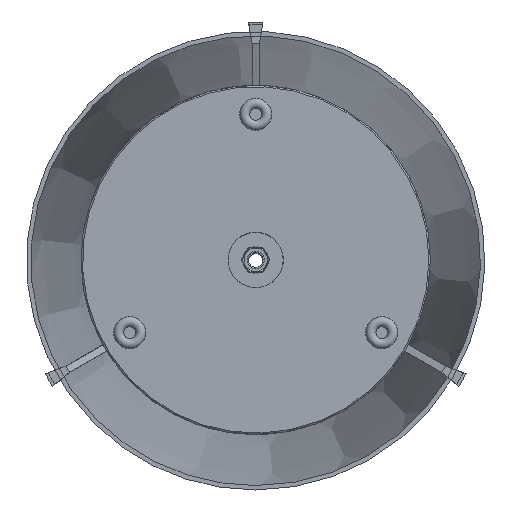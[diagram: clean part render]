
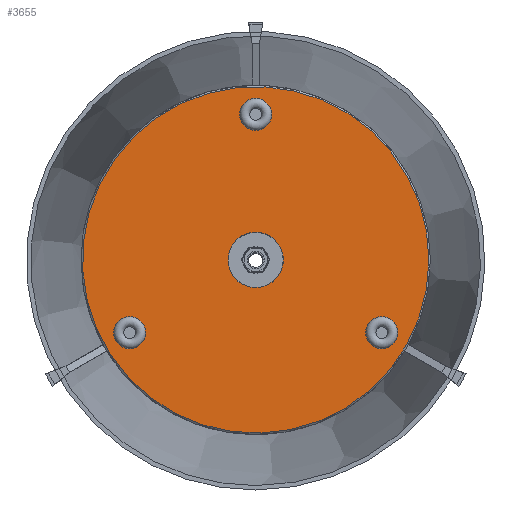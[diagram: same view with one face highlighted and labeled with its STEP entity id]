
A CAD part, top view. The second image highlights one B-rep face of the part: STEP entity #3655.
In plain terms, the highlighted planar face has unit normal (0, 0, 1).
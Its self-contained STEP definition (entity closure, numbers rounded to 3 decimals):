
#155=FACE_BOUND('',#1225,.T.);
#178=PLANE('',#4089);
#1015=FACE_OUTER_BOUND('',#1224,.T.);
#1224=EDGE_LOOP('',(#2581,#2582));
#1225=EDGE_LOOP('',(#2583,#2584));
#1449=CIRCLE('',#4068,19.);
#1450=CIRCLE('',#4069,19.);
#1463=CIRCLE('',#4087,119.);
#1464=CIRCLE('',#4088,119.);
#1624=VERTEX_POINT('',#5774);
#1625=VERTEX_POINT('',#5776);
#1638=VERTEX_POINT('',#5810);
#1639=VERTEX_POINT('',#5811);
#1995=EDGE_CURVE('',#1625,#1624,#1449,.T.);
#1996=EDGE_CURVE('',#1624,#1625,#1450,.T.);
#2011=EDGE_CURVE('',#1638,#1639,#1463,.T.);
#2013=EDGE_CURVE('',#1639,#1638,#1464,.T.);
#2581=ORIENTED_EDGE('',*,*,#2011,.F.);
#2582=ORIENTED_EDGE('',*,*,#2013,.F.);
#2583=ORIENTED_EDGE('',*,*,#1995,.T.);
#2584=ORIENTED_EDGE('',*,*,#1996,.T.);
#3655=ADVANCED_FACE('',(#1015,#155),#178,.T.);
#4068=AXIS2_PLACEMENT_3D('',#5777,#4539,#4540);
#4069=AXIS2_PLACEMENT_3D('',#5778,#4541,#4542);
#4087=AXIS2_PLACEMENT_3D('',#5812,#4579,#4580);
#4088=AXIS2_PLACEMENT_3D('',#5814,#4582,#4583);
#4089=AXIS2_PLACEMENT_3D('',#5815,#4584,#4585);
#4539=DIRECTION('center_axis',(0.,0.,
-1.));
#4540=DIRECTION('ref_axis',(0.814,0.581,0.));
#4541=DIRECTION('center_axis',(0.,0.,
-1.));
#4542=DIRECTION('ref_axis',(0.814,0.581,0.));
#4579=DIRECTION('center_axis',(0.,0.,-1.));
#4580=DIRECTION('ref_axis',(0.814,0.581,0.));
#4582=DIRECTION('center_axis',(0.,0.,-1.));
#4583=DIRECTION('ref_axis',(0.814,0.581,0.));
#4584=DIRECTION('center_axis',(0.,0.,1.));
#4585=DIRECTION('ref_axis',(1.,0.,0.));
#5774=CARTESIAN_POINT('',(-19.,0.,5.));
#5776=CARTESIAN_POINT('',(19.,0.,5.));
#5777=CARTESIAN_POINT('Origin',(0.,0.,5.));
#5778=CARTESIAN_POINT('Origin',(0.,0.,5.));
#5810=CARTESIAN_POINT('',(119.,0.,5.));
#5811=CARTESIAN_POINT('',(-96.845,69.152,5.));
#5812=CARTESIAN_POINT('Origin',(0.,0.,
5.));
#5814=CARTESIAN_POINT('Origin',(0.,0.,
5.));
#5815=CARTESIAN_POINT('Origin',(0.,-119.,5.));
